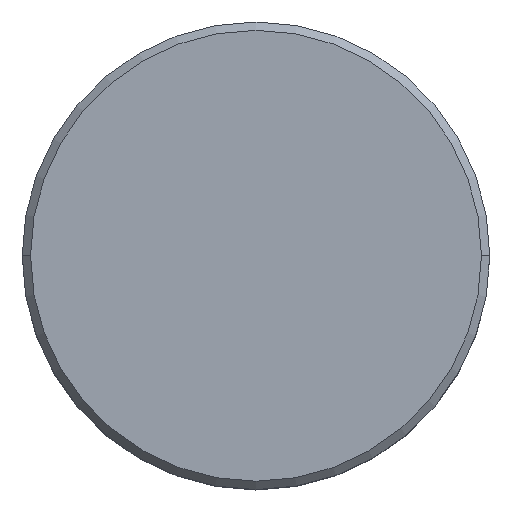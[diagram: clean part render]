
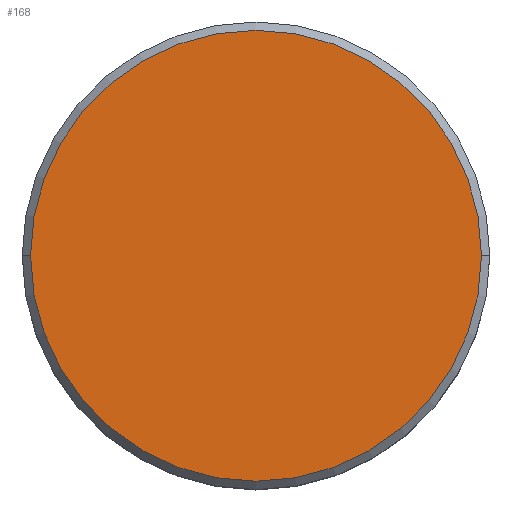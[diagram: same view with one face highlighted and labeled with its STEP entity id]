
A CAD part, top view. The second image highlights one B-rep face of the part: STEP entity #168.
In plain terms, the highlighted planar face has unit normal (0, 0, 1).
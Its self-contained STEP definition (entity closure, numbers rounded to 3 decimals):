
#6 = AXIS2_PLACEMENT_3D ( 'NONE', #51, #119, #234 ) ;
#19 = DIRECTION ( 'NONE',  ( 0., 0., 1. ) ) ;
#31 = CARTESIAN_POINT ( 'NONE',  ( 13.5, 0., 0. ) ) ;
#34 = VERTEX_POINT ( 'NONE', #261 ) ;
#51 = CARTESIAN_POINT ( 'NONE',  ( 0., 0., 0. ) ) ;
#57 = CIRCLE ( 'NONE', #6, 13.5 ) ;
#81 = EDGE_LOOP ( 'NONE', ( #427, #424 ) ) ;
#92 = EDGE_CURVE ( 'NONE', #405, #34, #57, .T. ) ;
#114 = CARTESIAN_POINT ( 'NONE',  ( 0., 0., 0. ) ) ;
#116 = PLANE ( 'NONE',  #338 ) ;
#117 = CIRCLE ( 'NONE', #282, 13.5 ) ;
#119 = DIRECTION ( 'NONE',  ( 0., 0., 1. ) ) ;
#126 = EDGE_CURVE ( 'NONE', #34, #405, #117, .T. ) ;
#168 = ADVANCED_FACE ( 'NONE', ( #411 ), #116, .T. ) ;
#234 = DIRECTION ( 'NONE',  ( 1., 0., 0. ) ) ;
#261 = CARTESIAN_POINT ( 'NONE',  ( -13.5, 0., 0. ) ) ;
#271 = DIRECTION ( 'NONE',  ( 1., 0., 0. ) ) ;
#273 = DIRECTION ( 'NONE',  ( 1., 0., 0. ) ) ;
#282 = AXIS2_PLACEMENT_3D ( 'NONE', #114, #19, #271 ) ;
#300 = DIRECTION ( 'NONE',  ( 0., 0., 1. ) ) ;
#331 = CARTESIAN_POINT ( 'NONE',  ( 0., 0., 0. ) ) ;
#338 = AXIS2_PLACEMENT_3D ( 'NONE', #331, #300, #273 ) ;
#405 = VERTEX_POINT ( 'NONE', #31 ) ;
#411 = FACE_OUTER_BOUND ( 'NONE', #81, .T. ) ;
#424 = ORIENTED_EDGE ( 'NONE', *, *, #92, .T. ) ;
#427 = ORIENTED_EDGE ( 'NONE', *, *, #126, .T. ) ;
